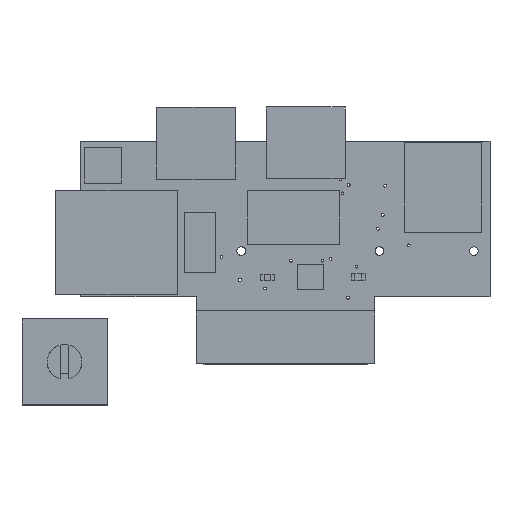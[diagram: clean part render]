
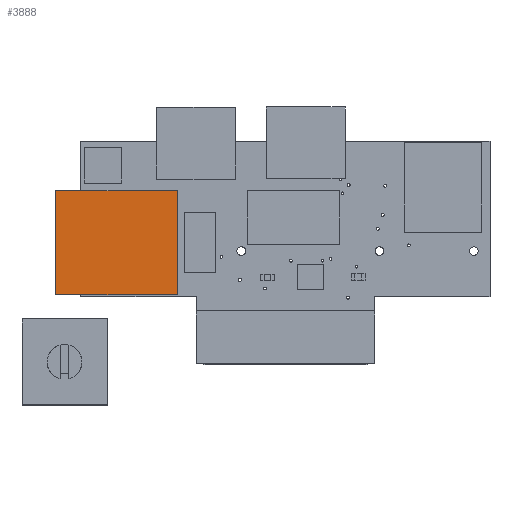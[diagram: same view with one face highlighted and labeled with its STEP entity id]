
A CAD part, top view. The second image highlights one B-rep face of the part: STEP entity #3888.
In plain terms, the highlighted planar face has unit normal (0, 0, 1).
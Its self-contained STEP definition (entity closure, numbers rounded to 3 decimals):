
#361=PLANE('',#4329);
#534=FACE_OUTER_BOUND('',#810,.T.);
#810=EDGE_LOOP('',(#3188,#3189,#3190,#3191));
#1010=LINE('',#5961,#1418);
#1013=LINE('',#5967,#1421);
#1016=LINE('',#5973,#1424);
#1019=LINE('',#5977,#1427);
#1418=VECTOR('',#4929,10.);
#1421=VECTOR('',#4934,10.);
#1424=VECTOR('',#4939,10.);
#1427=VECTOR('',#4944,10.);
#1982=VERTEX_POINT('',#5958);
#1983=VERTEX_POINT('',#5960);
#1985=VERTEX_POINT('',#5966);
#1987=VERTEX_POINT('',#5972);
#2458=EDGE_CURVE('',#1983,#1982,#1010,.T.);
#2461=EDGE_CURVE('',#1985,#1983,#1013,.T.);
#2464=EDGE_CURVE('',#1987,#1985,#1016,.T.);
#2467=EDGE_CURVE('',#1982,#1987,#1019,.T.);
#3188=ORIENTED_EDGE('',*,*,#2467,.T.);
#3189=ORIENTED_EDGE('',*,*,#2464,.T.);
#3190=ORIENTED_EDGE('',*,*,#2461,.T.);
#3191=ORIENTED_EDGE('',*,*,#2458,.T.);
#3888=ADVANCED_FACE('',(#534),#361,.T.);
#4329=AXIS2_PLACEMENT_3D('',#5978,#4945,#4946);
#4929=DIRECTION('',(-1.,0.,0.));
#4934=DIRECTION('',(0.,1.,0.));
#4939=DIRECTION('',(1.,0.,0.));
#4944=DIRECTION('',(0.,-1.,0.));
#4945=DIRECTION('center_axis',(0.,0.,1.));
#4946=DIRECTION('ref_axis',(1.,0.,0.));
#5958=CARTESIAN_POINT('',(-6.5,6.,0.1));
#5960=CARTESIAN_POINT('',(7.5,6.,0.1));
#5961=CARTESIAN_POINT('',(7.5,6.,0.1));
#5966=CARTESIAN_POINT('',(7.5,-6.,0.1));
#5967=CARTESIAN_POINT('',(7.5,-6.,0.1));
#5972=CARTESIAN_POINT('',(-6.5,-6.,0.1));
#5973=CARTESIAN_POINT('',(-6.5,-6.,0.1));
#5977=CARTESIAN_POINT('',(-6.5,6.,0.1));
#5978=CARTESIAN_POINT('Origin',(0.5,0.,0.1));
